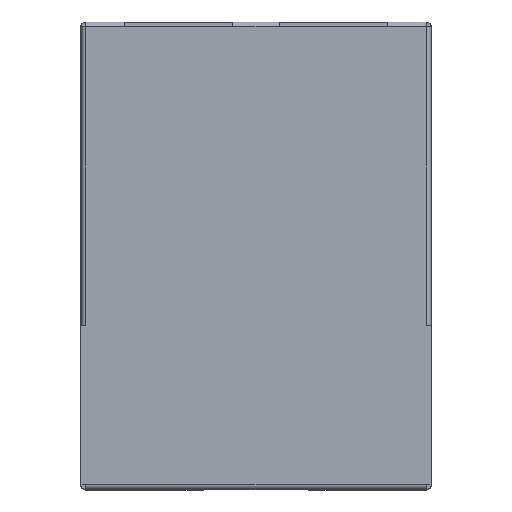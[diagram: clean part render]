
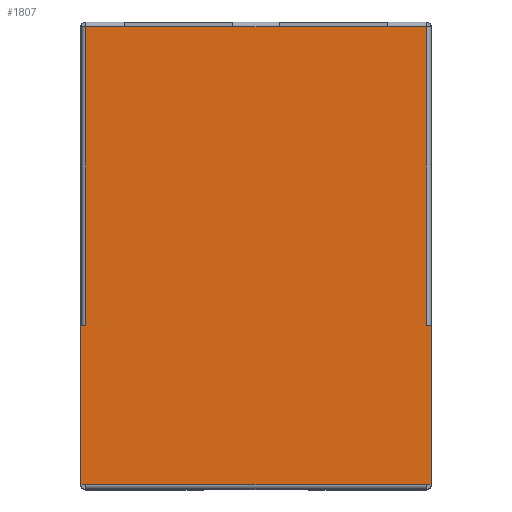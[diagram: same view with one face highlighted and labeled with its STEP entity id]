
A CAD part, top view. The second image highlights one B-rep face of the part: STEP entity #1807.
In plain terms, the highlighted planar face has unit normal (0, 0, 1).
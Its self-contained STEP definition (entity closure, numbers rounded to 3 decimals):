
#1807=ADVANCED_FACE('',(#3768),#3769,.T.);
#3768=FACE_OUTER_BOUND('',#5906,.T.);
#3769=PLANE('',#5907);
#5906=EDGE_LOOP('',(#14955,#14956,#14957,#14958,#14959,#14960,#14961,#14962,#14963,#14964,#14965,#14966,#14967,#14968,#14969,#14970));
#5907=AXIS2_PLACEMENT_3D('',#14971,#14972,#14973);
#14955=ORIENTED_EDGE('',*,*,#17936,.F.);
#14956=ORIENTED_EDGE('',*,*,#17680,.T.);
#14957=ORIENTED_EDGE('',*,*,#17663,.T.);
#14958=ORIENTED_EDGE('',*,*,#17672,.T.);
#14959=ORIENTED_EDGE('',*,*,#18365,.T.);
#14960=ORIENTED_EDGE('',*,*,#17674,.T.);
#14961=ORIENTED_EDGE('',*,*,#18254,.T.);
#14962=ORIENTED_EDGE('',*,*,#18366,.T.);
#14963=ORIENTED_EDGE('',*,*,#18276,.T.);
#14964=ORIENTED_EDGE('',*,*,#17707,.F.);
#14965=ORIENTED_EDGE('',*,*,#18356,.F.);
#14966=ORIENTED_EDGE('',*,*,#18367,.F.);
#14967=ORIENTED_EDGE('',*,*,#18039,.F.);
#14968=ORIENTED_EDGE('',*,*,#17722,.T.);
#14969=ORIENTED_EDGE('',*,*,#17957,.F.);
#14970=ORIENTED_EDGE('',*,*,#17960,.F.);
#14971=CARTESIAN_POINT('',(7.94,-10.39,6.65));
#14972=DIRECTION('',(0.,0.,1.0));
#14973=DIRECTION('',(0.,-1.0,0.));
#17663=EDGE_CURVE('',#20785,#20775,#20786,.T.);
#17672=EDGE_CURVE('',#20775,#20797,#20799,.T.);
#17674=EDGE_CURVE('',#20801,#20802,#20803,.T.);
#17680=EDGE_CURVE('',#20812,#20785,#20813,.T.);
#17707=EDGE_CURVE('',#20854,#20850,#20856,.T.);
#17722=EDGE_CURVE('',#20883,#20881,#20884,.T.);
#17936=EDGE_CURVE('',#20812,#21206,#21207,.T.);
#17957=EDGE_CURVE('',#21233,#20881,#21235,.T.);
#17960=EDGE_CURVE('',#21206,#21233,#21238,.T.);
#18039=EDGE_CURVE('',#20883,#21356,#21357,.T.);
#18254=EDGE_CURVE('',#20802,#21676,#21677,.T.);
#18276=EDGE_CURVE('',#21704,#20850,#21705,.T.);
#18356=EDGE_CURVE('',#21822,#20854,#21824,.T.);
#18365=EDGE_CURVE('',#20797,#20801,#21833,.T.);
#18366=EDGE_CURVE('',#21676,#21704,#21834,.T.);
#18367=EDGE_CURVE('',#21356,#21822,#21835,.T.);
#20775=VERTEX_POINT('',#25293);
#20785=VERTEX_POINT('',#25306);
#20786=LINE('',#25307,#25308);
#20797=VERTEX_POINT('',#25322);
#20799=LINE('',#25324,#25325);
#20801=VERTEX_POINT('',#25327);
#20802=VERTEX_POINT('',#25328);
#20803=LINE('',#25329,#25330);
#20812=VERTEX_POINT('',#25341);
#20813=LINE('',#25342,#25343);
#20850=VERTEX_POINT('',#25393);
#20854=VERTEX_POINT('',#25399);
#20856=LINE('',#25402,#25403);
#20881=VERTEX_POINT('',#25435);
#20883=VERTEX_POINT('',#25438);
#20884=LINE('',#25439,#25440);
#21206=VERTEX_POINT('',#25886);
#21207=LINE('',#25887,#25888);
#21233=VERTEX_POINT('',#25923);
#21235=LINE('',#25926,#25927);
#21238=LINE('',#25931,#25932);
#21356=VERTEX_POINT('',#26096);
#21357=LINE('',#26097,#26098);
#21676=VERTEX_POINT('',#26548);
#21677=LINE('',#26549,#26550);
#21704=VERTEX_POINT('',#26587);
#21705=LINE('',#26588,#26589);
#21822=VERTEX_POINT('',#26753);
#21824=LINE('',#26756,#26757);
#21833=LINE('',#26769,#26770);
#21834=LINE('',#26771,#26772);
#21835=LINE('',#26773,#26774);
#25293=CARTESIAN_POINT('',(1.05,10.39,6.65));
#25306=CARTESIAN_POINT('',(5.95,10.39,6.65));
#25307=CARTESIAN_POINT('',(5.95,10.39,6.65));
#25308=VECTOR('',#29457,1000.0);
#25322=CARTESIAN_POINT('',(-1.05,10.39,6.65));
#25324=CARTESIAN_POINT('',(7.94,10.39,6.65));
#25325=VECTOR('',#29470,1000.0);
#25327=CARTESIAN_POINT('',(-5.95,10.39,6.65));
#25328=CARTESIAN_POINT('',(-7.73,10.39,6.65));
#25329=CARTESIAN_POINT('',(7.94,10.39,6.65));
#25330=VECTOR('',#29471,1000.0);
#25341=CARTESIAN_POINT('',(7.73,10.39,6.65));
#25342=CARTESIAN_POINT('',(7.94,10.39,6.65));
#25343=VECTOR('',#29480,1000.0);
#25393=CARTESIAN_POINT('',(-7.94,-3.17,6.65));
#25399=CARTESIAN_POINT('',(-7.94,-10.39,6.65));
#25402=CARTESIAN_POINT('',(-7.94,-10.39,6.65));
#25403=VECTOR('',#29512,1000.0);
#25435=CARTESIAN_POINT('',(7.94,-3.17,6.65));
#25438=CARTESIAN_POINT('',(7.94,-10.39,6.65));
#25439=CARTESIAN_POINT('',(7.94,-10.39,6.65));
#25440=VECTOR('',#29533,1000.0);
#25886=CARTESIAN_POINT('',(7.73,-3.16,6.65));
#25887=CARTESIAN_POINT('',(7.73,-3.17,6.65));
#25888=VECTOR('',#29760,1000.0);
#25923=CARTESIAN_POINT('',(7.73,-3.17,6.65));
#25926=CARTESIAN_POINT('',(7.94,-3.17,6.65));
#25927=VECTOR('',#29783,1000.0);
#25931=CARTESIAN_POINT('',(7.73,-3.17,6.65));
#25932=VECTOR('',#29785,1000.0);
#26096=CARTESIAN_POINT('',(7.73,-10.39,6.65));
#26097=CARTESIAN_POINT('',(7.94,-10.39,6.65));
#26098=VECTOR('',#29874,1000.0);
#26548=CARTESIAN_POINT('',(-7.73,-3.16,6.65));
#26549=CARTESIAN_POINT('',(-7.73,-3.17,6.65));
#26550=VECTOR('',#30081,1000.0);
#26587=CARTESIAN_POINT('',(-7.73,-3.17,6.65));
#26588=CARTESIAN_POINT('',(-7.94,-3.17,6.65));
#26589=VECTOR('',#30104,1000.0);
#26753=CARTESIAN_POINT('',(-7.73,-10.39,6.65));
#26756=CARTESIAN_POINT('',(7.94,-10.39,6.65));
#26757=VECTOR('',#30189,1000.0);
#26769=CARTESIAN_POINT('',(-1.05,10.39,6.65));
#26770=VECTOR('',#30199,1000.0);
#26771=CARTESIAN_POINT('',(-7.73,-3.17,6.65));
#26772=VECTOR('',#30200,1000.0);
#26773=CARTESIAN_POINT('',(7.94,-10.39,6.65));
#26774=VECTOR('',#30201,1000.0);
#29457=DIRECTION('',(-1.0,0.,0.));
#29470=DIRECTION('',(-1.0,0.,0.));
#29471=DIRECTION('',(-1.0,0.,0.));
#29480=DIRECTION('',(-1.0,0.,0.));
#29512=DIRECTION('',(0.,1.0,0.));
#29533=DIRECTION('',(0.,1.0,0.));
#29760=DIRECTION('',(0.,-1.0,0.));
#29783=DIRECTION('',(1.0,0.,0.));
#29785=DIRECTION('',(0.,-1.0,0.));
#29874=DIRECTION('',(-1.0,0.,0.));
#30081=DIRECTION('',(0.,-1.0,0.));
#30104=DIRECTION('',(-1.0,0.,0.));
#30189=DIRECTION('',(-1.0,0.,0.));
#30199=DIRECTION('',(-1.0,0.,0.));
#30200=DIRECTION('',(0.,-1.0,0.));
#30201=DIRECTION('',(-1.0,0.,0.));
